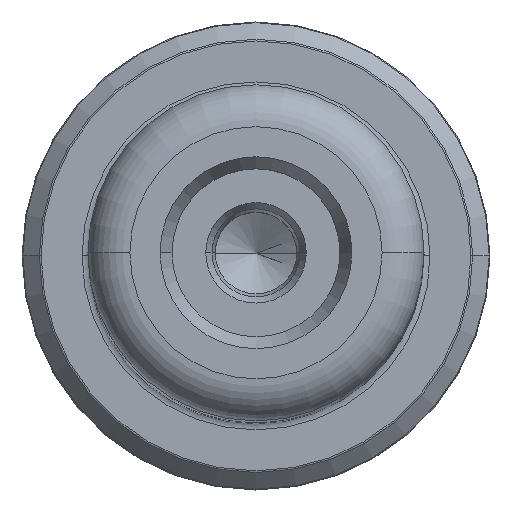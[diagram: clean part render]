
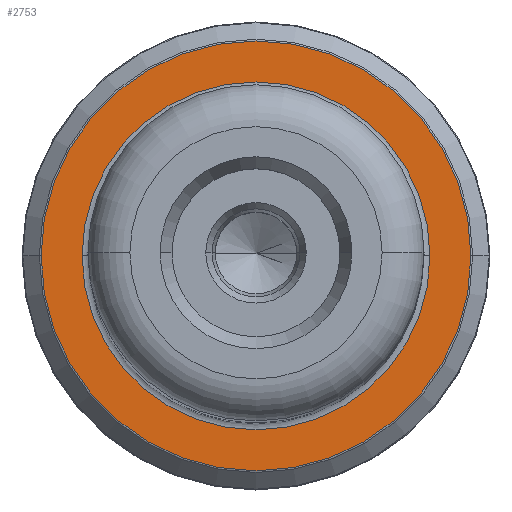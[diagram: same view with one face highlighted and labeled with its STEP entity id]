
A CAD part, top view. The second image highlights one B-rep face of the part: STEP entity #2753.
In plain terms, the highlighted planar face has unit normal (0, 0, 1).
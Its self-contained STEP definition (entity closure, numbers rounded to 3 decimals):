
#95 = CARTESIAN_POINT ( 'NONE',  ( 14.5, 0., 30. ) ) ;
#175 = AXIS2_PLACEMENT_3D ( 'NONE', #2727, #578, #1523 ) ;
#327 = DIRECTION ( 'NONE',  ( 1., 0., 0. ) ) ;
#351 = CARTESIAN_POINT ( 'NONE',  ( 0., 0., 30. ) ) ;
#397 = ORIENTED_EDGE ( 'NONE', *, *, #1967, .T. ) ;
#434 = AXIS2_PLACEMENT_3D ( 'NONE', #842, #3029, #2769 ) ;
#531 = EDGE_LOOP ( 'NONE', ( #2054, #397 ) ) ;
#578 = DIRECTION ( 'NONE',  ( 0., 0., -1. ) ) ;
#605 = CARTESIAN_POINT ( 'NONE',  ( -14.5, 0., 30. ) ) ;
#622 = EDGE_LOOP ( 'NONE', ( #2930, #839 ) ) ;
#631 = CIRCLE ( 'NONE', #2875, 17.917 ) ;
#723 = DIRECTION ( 'NONE',  ( 0., 0., 1. ) ) ;
#839 = ORIENTED_EDGE ( 'NONE', *, *, #1618, .T. ) ;
#842 = CARTESIAN_POINT ( 'NONE',  ( 0., 0., 30. ) ) ;
#866 = CARTESIAN_POINT ( 'NONE',  ( 0., 0., 30. ) ) ;
#883 = CIRCLE ( 'NONE', #3770, 17.917 ) ;
#886 = CIRCLE ( 'NONE', #175, 14.5 ) ;
#984 = CARTESIAN_POINT ( 'NONE',  ( 0., 0., 30. ) ) ;
#987 = DIRECTION ( 'NONE',  ( 1., 0., 0. ) ) ;
#1313 = VERTEX_POINT ( 'NONE', #95 ) ;
#1523 = DIRECTION ( 'NONE',  ( -1., 0., 0. ) ) ;
#1551 = FACE_OUTER_BOUND ( 'NONE', #531, .T. ) ;
#1618 = EDGE_CURVE ( 'NONE', #1313, #3713, #886, .T. ) ;
#1644 = AXIS2_PLACEMENT_3D ( 'NONE', #866, #2146, #327 ) ;
#1647 = VERTEX_POINT ( 'NONE', #2075 ) ;
#1658 = CIRCLE ( 'NONE', #434, 14.5 ) ;
#1672 = EDGE_CURVE ( 'NONE', #3713, #1313, #1658, .T. ) ;
#1967 = EDGE_CURVE ( 'NONE', #3543, #1647, #883, .T. ) ;
#2054 = ORIENTED_EDGE ( 'NONE', *, *, #2235, .T. ) ;
#2075 = CARTESIAN_POINT ( 'NONE',  ( 17.917, 0., 30. ) ) ;
#2146 = DIRECTION ( 'NONE',  ( 0., 0., 1. ) ) ;
#2235 = EDGE_CURVE ( 'NONE', #1647, #3543, #631, .T. ) ;
#2484 = PLANE ( 'NONE',  #1644 ) ;
#2678 = CARTESIAN_POINT ( 'NONE',  ( -17.917, 0., 30. ) ) ;
#2727 = CARTESIAN_POINT ( 'NONE',  ( 0., 0., 30. ) ) ;
#2753 = ADVANCED_FACE ( 'NONE', ( #3080, #1551 ), #2484, .T. ) ;
#2769 = DIRECTION ( 'NONE',  ( -1., 0., 0. ) ) ;
#2875 = AXIS2_PLACEMENT_3D ( 'NONE', #984, #723, #3797 ) ;
#2930 = ORIENTED_EDGE ( 'NONE', *, *, #1672, .T. ) ;
#3029 = DIRECTION ( 'NONE',  ( 0., 0., -1. ) ) ;
#3080 = FACE_BOUND ( 'NONE', #622, .T. ) ;
#3543 = VERTEX_POINT ( 'NONE', #2678 ) ;
#3713 = VERTEX_POINT ( 'NONE', #605 ) ;
#3746 = DIRECTION ( 'NONE',  ( 0., 0., 1. ) ) ;
#3770 = AXIS2_PLACEMENT_3D ( 'NONE', #351, #3746, #987 ) ;
#3797 = DIRECTION ( 'NONE',  ( 1., 0., 0. ) ) ;
